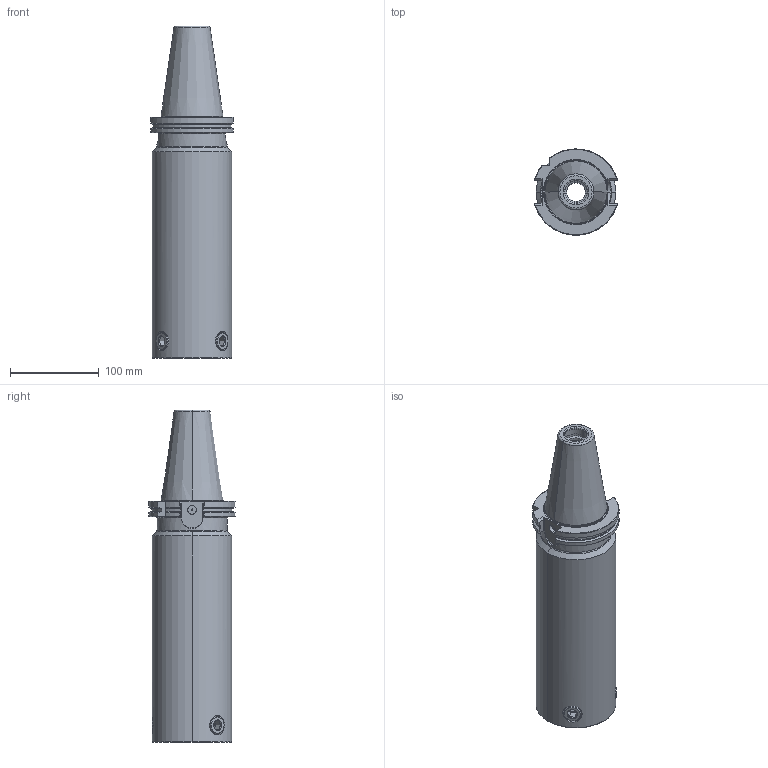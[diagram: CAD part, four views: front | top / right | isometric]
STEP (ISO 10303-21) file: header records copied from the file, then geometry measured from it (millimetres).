
FILE_DESCRIPTION(('no description'),'unknown implementation level');
FILE_NAME('95832A59-D4A0-431B-AA75-6F778A6CFC3D_export.stp',' ',('CIMSOURCE GmbH'),('CADClick - KiM GmbH - www.kimweb.de'),'unknown preprocess','ACIS','unknown authorization');
FILE_SCHEMA(('automotive_design'));
Length unit declared in the file: millimetre
Products named in the file (4): 323.866N Kaiser Schaft SK50B_VDxCKN7x320|690.437 Kaiser ETL M20 X 29 CK7;Schnitt-Linear austragen1; 323.866N Kaiser Schaft SK50B_VDxCKN7x320|323.866N Kaiser Schaft SK50B_VDxCKN7x320;Schnitt-Rotation2
Bounding box: 93.52 x 97.27 x 374.6 mm (x, y, z)
Volume: 1719471.7 mm3; surface area: 150240.9 mm2
Topology: 4 solids, 4 shells, 294 faces, 707 edges, 422 vertices
Faces by surface type: plane 99, cone 90, cylinder 79, torus 26
Entity records: 17504 total; most frequent: CARTESIAN_POINT 2717, DIRECTION 1450, STYLED_ITEM 1417, PRESENTATION_STYLE_ASSIGNMENT 1417, COLOUR_RGB 1417, ORIENTED_EDGE 1394, EDGE_CURVE 697, CURVE_STYLE 697
